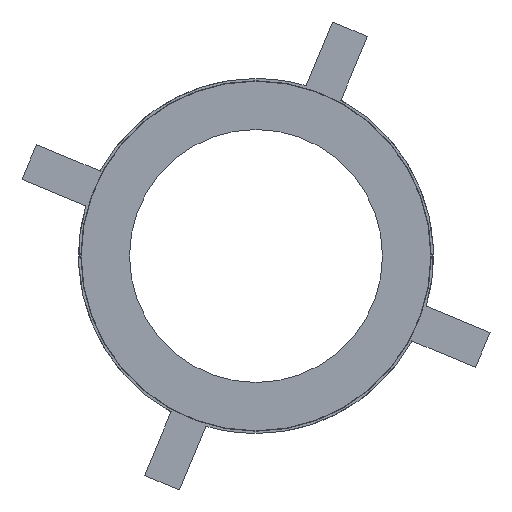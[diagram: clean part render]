
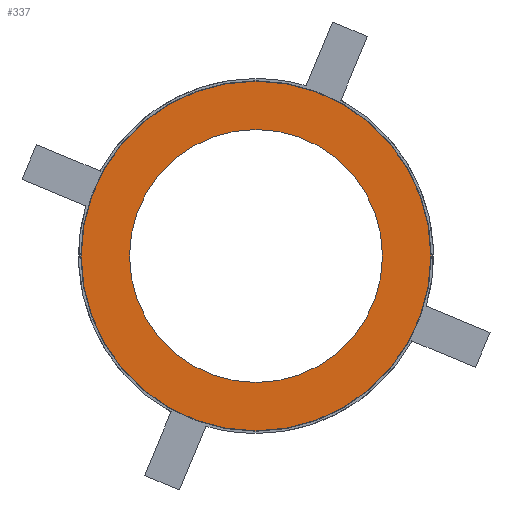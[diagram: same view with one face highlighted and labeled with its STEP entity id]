
A CAD part, front view. The second image highlights one B-rep face of the part: STEP entity #337.
In plain terms, the highlighted planar face has unit normal (0, -1, 0).
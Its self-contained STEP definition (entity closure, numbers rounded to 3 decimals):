
#23 = AXIS2_PLACEMENT_3D ( 'NONE', #49, #1052, #454 ) ;
#40 = ORIENTED_EDGE ( 'NONE', *, *, #831, .T. ) ;
#46 = AXIS2_PLACEMENT_3D ( 'NONE', #671, #1010, #931 ) ;
#49 = CARTESIAN_POINT ( 'NONE',  ( 0., 0., 0. ) ) ;
#70 = ORIENTED_EDGE ( 'NONE', *, *, #605, .F. ) ;
#82 = AXIS2_PLACEMENT_3D ( 'NONE', #172, #568, #600 ) ;
#124 = EDGE_LOOP ( 'NONE', ( #70, #946 ) ) ;
#172 = CARTESIAN_POINT ( 'NONE',  ( 0., 0., 0. ) ) ;
#187 = CARTESIAN_POINT ( 'NONE',  ( 0., 0., -33.5 ) ) ;
#201 = DIRECTION ( 'NONE',  ( 0., -1., 0. ) ) ;
#205 = CIRCLE ( 'NONE', #678, 46.3 ) ;
#239 = CARTESIAN_POINT ( 'NONE',  ( 0., 0., 46.3 ) ) ;
#257 = EDGE_CURVE ( 'NONE', #287, #478, #956, .T. ) ;
#287 = VERTEX_POINT ( 'NONE', #1016 ) ;
#337 = ADVANCED_FACE ( 'NONE', ( #899, #702 ), #1056, .F. ) ;
#351 = ORIENTED_EDGE ( 'NONE', *, *, #257, .T. ) ;
#449 = VERTEX_POINT ( 'NONE', #187 ) ;
#454 = DIRECTION ( 'NONE',  ( 0., 0., -1. ) ) ;
#478 = VERTEX_POINT ( 'NONE', #547 ) ;
#547 = CARTESIAN_POINT ( 'NONE',  ( 0., 0., -46.3 ) ) ;
#568 = DIRECTION ( 'NONE',  ( 0., -1., 0. ) ) ;
#600 = DIRECTION ( 'NONE',  ( 0., 0., -1. ) ) ;
#605 = EDGE_CURVE ( 'NONE', #449, #995, #608, .T. ) ;
#608 = CIRCLE ( 'NONE', #23, 33.5 ) ;
#650 = DIRECTION ( 'NONE',  ( 0., 1., 0. ) ) ;
#671 = CARTESIAN_POINT ( 'NONE',  ( 0., 0., 0. ) ) ;
#678 = AXIS2_PLACEMENT_3D ( 'NONE', #785, #201, #786 ) ;
#702 = FACE_OUTER_BOUND ( 'NONE', #906, .T. ) ;
#710 = AXIS2_PLACEMENT_3D ( 'NONE', #239, #650, #1013 ) ;
#742 = CIRCLE ( 'NONE', #46, 33.5 ) ;
#785 = CARTESIAN_POINT ( 'NONE',  ( 0., 0., 0. ) ) ;
#786 = DIRECTION ( 'NONE',  ( 0., 0., -1. ) ) ;
#831 = EDGE_CURVE ( 'NONE', #478, #287, #205, .T. ) ;
#899 = FACE_BOUND ( 'NONE', #124, .T. ) ;
#906 = EDGE_LOOP ( 'NONE', ( #40, #351 ) ) ;
#921 = CARTESIAN_POINT ( 'NONE',  ( 0., 0., 33.5 ) ) ;
#931 = DIRECTION ( 'NONE',  ( 0., 0., -1. ) ) ;
#932 = EDGE_CURVE ( 'NONE', #995, #449, #742, .T. ) ;
#946 = ORIENTED_EDGE ( 'NONE', *, *, #932, .F. ) ;
#956 = CIRCLE ( 'NONE', #82, 46.3 ) ;
#995 = VERTEX_POINT ( 'NONE', #921 ) ;
#1010 = DIRECTION ( 'NONE',  ( 0., -1., 0. ) ) ;
#1013 = DIRECTION ( 'NONE',  ( 0., 0., 1. ) ) ;
#1016 = CARTESIAN_POINT ( 'NONE',  ( 0., 0., 46.3 ) ) ;
#1052 = DIRECTION ( 'NONE',  ( 0., -1., 0. ) ) ;
#1056 = PLANE ( 'NONE',  #710 ) ;
